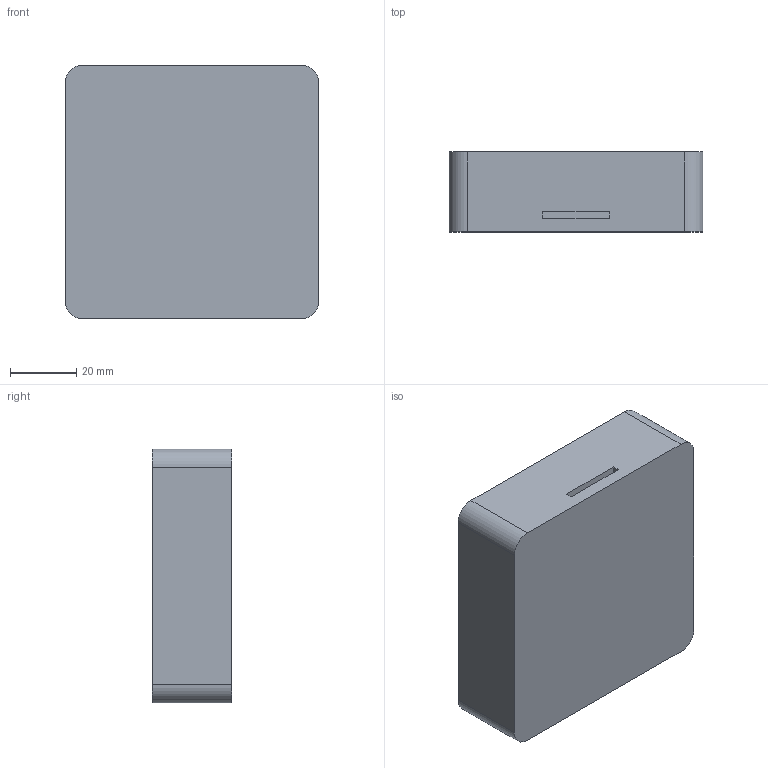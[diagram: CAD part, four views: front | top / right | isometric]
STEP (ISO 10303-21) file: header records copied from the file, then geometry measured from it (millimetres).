
FILE_DESCRIPTION(/* description */ (''),/* implementation_level */ '2;1');
FILE_NAME(/* name */ 'ir-led-board v5.step',/* time_stamp */ '2025-08-20T23:27:20-05:00',/* author */ (''),/* organization */ (''),/* preprocessor_version */ 'ST-DEVELOPER v20.1',/* originating_system */ 'Autodesk Translation Framework v14.10.0.0',/* authorisation */ '');
FILE_SCHEMA (('AUTOMOTIVE_DESIGN { 1 0 10303 214 3 1 1 }'));
Length unit declared in the file: millimetre
Products named in the file (1): ir-led-board
Bounding box: 76.4 x 24 x 76.4 mm (x, y, z)
Volume: 36306.7 mm3; surface area: 28906.7 mm2
Topology: 1 solids, 1 shells, 53 faces, 132 edges, 88 vertices
Faces by surface type: plane 33, cylinder 20
Full cylindrical faces by diameter (mm): 2.5 x4
Entity records: 1627 total; most frequent: DIRECTION 280, CARTESIAN_POINT 274, ORIENTED_EDGE 264, EDGE_CURVE 132, AXIS2_PLACEMENT_3D 94, LINE 92, VECTOR 92, VERTEX_POINT 88
